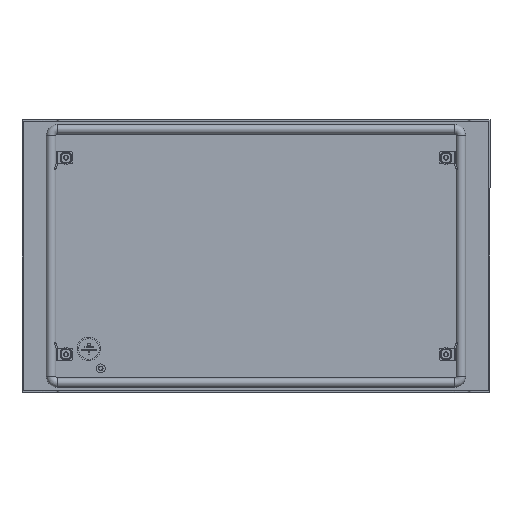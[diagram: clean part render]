
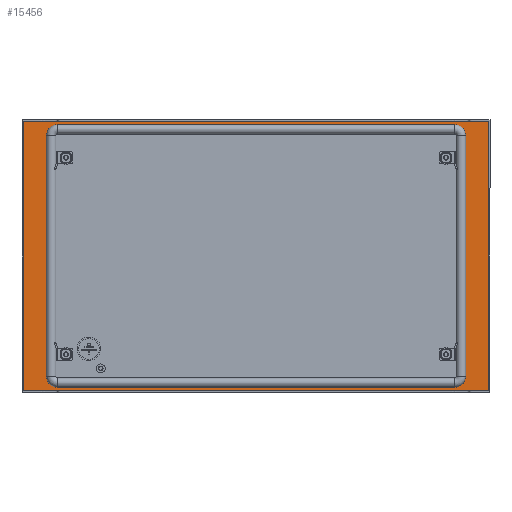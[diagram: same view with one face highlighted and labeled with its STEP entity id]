
A CAD part, left-side view. The second image highlights one B-rep face of the part: STEP entity #15456.
In plain terms, the highlighted planar face has unit normal (-1, 0, 0).
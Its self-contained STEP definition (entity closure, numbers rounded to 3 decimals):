
#371 = CARTESIAN_POINT ( 'NONE',  ( -2., -252.5, 153. ) ) ;
#398 = DIRECTION ( 'NONE',  ( 0., 0., 1. ) ) ;
#419 = EDGE_CURVE ( 'NONE', #10710, #6698, #17776, .T. ) ;
#517 = CARTESIAN_POINT ( 'NONE',  ( -2., 0., 171. ) ) ;
#1013 = CARTESIAN_POINT ( 'NONE',  ( -2., -252.5, 167. ) ) ;
#1173 = LINE ( 'NONE', #5918, #15626 ) ;
#1549 = ORIENTED_EDGE ( 'NONE', *, *, #9931, .T. ) ;
#2099 = LINE ( 'NONE', #8406, #8356 ) ;
#2916 = CARTESIAN_POINT ( 'NONE',  ( -2., 252.5, 167. ) ) ;
#2987 = CARTESIAN_POINT ( 'NONE',  ( -2., 252.5, -153. ) ) ;
#2991 = VECTOR ( 'NONE', #6520, 1000. ) ;
#3217 = VERTEX_POINT ( 'NONE', #8969 ) ;
#3229 = EDGE_CURVE ( 'NONE', #10325, #4099, #19631, .T. ) ;
#3395 = VERTEX_POINT ( 'NONE', #12466 ) ;
#3719 = VERTEX_POINT ( 'NONE', #10592 ) ;
#3930 = VECTOR ( 'NONE', #9239, 1000. ) ;
#3944 = CIRCLE ( 'NONE', #12508, 14. ) ;
#4044 = AXIS2_PLACEMENT_3D ( 'NONE', #2987, #10939, #15594 ) ;
#4099 = VERTEX_POINT ( 'NONE', #2916 ) ;
#4230 = CIRCLE ( 'NONE', #4900, 14. ) ;
#4263 = EDGE_CURVE ( 'NONE', #3217, #16356, #17593, .T. ) ;
#4366 = DIRECTION ( 'NONE',  ( 0., -1., 0. ) ) ;
#4547 = VECTOR ( 'NONE', #12853, 1000. ) ;
#4724 = VERTEX_POINT ( 'NONE', #6340 ) ;
#4739 = VERTEX_POINT ( 'NONE', #8790 ) ;
#4900 = AXIS2_PLACEMENT_3D ( 'NONE', #371, #16401, #6703 ) ;
#4957 = ORIENTED_EDGE ( 'NONE', *, *, #17209, .T. ) ;
#5790 = FACE_OUTER_BOUND ( 'NONE', #17277, .T. ) ;
#5918 = CARTESIAN_POINT ( 'NONE',  ( -2., 0., -171. ) ) ;
#6340 = CARTESIAN_POINT ( 'NONE',  ( -2., -266.5, -153. ) ) ;
#6443 = CARTESIAN_POINT ( 'NONE',  ( -2., 266.5, -153. ) ) ;
#6520 = DIRECTION ( 'NONE',  ( 0., 1., 0. ) ) ;
#6687 = VECTOR ( 'NONE', #16827, 1000. ) ;
#6698 = VERTEX_POINT ( 'NONE', #18048 ) ;
#6703 = DIRECTION ( 'NONE',  ( 0., -1., 0. ) ) ;
#7024 = CIRCLE ( 'NONE', #11955, 14. ) ;
#7683 = EDGE_CURVE ( 'NONE', #3719, #3217, #14927, .T. ) ;
#8099 = CARTESIAN_POINT ( 'NONE',  ( -2., -252.5, 167. ) ) ;
#8356 = VECTOR ( 'NONE', #14795, 1000. ) ;
#8406 = CARTESIAN_POINT ( 'NONE',  ( -2., -252.5, -167. ) ) ;
#8790 = CARTESIAN_POINT ( 'NONE',  ( -2., -266.5, 153. ) ) ;
#8969 = CARTESIAN_POINT ( 'NONE',  ( -2., 266.5, -153. ) ) ;
#9167 = PLANE ( 'NONE',  #9879 ) ;
#9239 = DIRECTION ( 'NONE',  ( 0., 0., -1. ) ) ;
#9322 = ORIENTED_EDGE ( 'NONE', *, *, #3229, .F. ) ;
#9371 = CARTESIAN_POINT ( 'NONE',  ( -2., 266.5, 153. ) ) ;
#9401 = EDGE_CURVE ( 'NONE', #4724, #14423, #3944, .T. ) ;
#9466 = ORIENTED_EDGE ( 'NONE', *, *, #16102, .T. ) ;
#9509 = CARTESIAN_POINT ( 'NONE',  ( -2., -295.5, -171. ) ) ;
#9653 = CARTESIAN_POINT ( 'NONE',  ( -2., 295.5, 0. ) ) ;
#9879 = AXIS2_PLACEMENT_3D ( 'NONE', #12070, #13818, #18389 ) ;
#9931 = EDGE_CURVE ( 'NONE', #6698, #3395, #20419, .T. ) ;
#10144 = ORIENTED_EDGE ( 'NONE', *, *, #4263, .T. ) ;
#10325 = VERTEX_POINT ( 'NONE', #8099 ) ;
#10592 = CARTESIAN_POINT ( 'NONE',  ( -2., 252.5, -167. ) ) ;
#10710 = VERTEX_POINT ( 'NONE', #18622 ) ;
#10842 = ORIENTED_EDGE ( 'NONE', *, *, #18988, .F. ) ;
#10939 = DIRECTION ( 'NONE',  ( 1., 0., 0. ) ) ;
#11106 = DIRECTION ( 'NONE',  ( 0., 0., -1. ) ) ;
#11608 = EDGE_LOOP ( 'NONE', ( #19694, #20402, #16597, #13152, #12916, #10144, #10842, #9322 ) ) ;
#11778 = EDGE_CURVE ( 'NONE', #14423, #3719, #2099, .T. ) ;
#11955 = AXIS2_PLACEMENT_3D ( 'NONE', #14868, #19635, #398 ) ;
#12070 = CARTESIAN_POINT ( 'NONE',  ( -2., 0., 0. ) ) ;
#12466 = CARTESIAN_POINT ( 'NONE',  ( -2., 295.5, -171. ) ) ;
#12508 = AXIS2_PLACEMENT_3D ( 'NONE', #19964, #13353, #19665 ) ;
#12799 = VECTOR ( 'NONE', #11106, 1000. ) ;
#12853 = DIRECTION ( 'NONE',  ( 0., 0., 1. ) ) ;
#12916 = ORIENTED_EDGE ( 'NONE', *, *, #7683, .T. ) ;
#12979 = VECTOR ( 'NONE', #14383, 1000. ) ;
#13152 = ORIENTED_EDGE ( 'NONE', *, *, #11778, .T. ) ;
#13353 = DIRECTION ( 'NONE',  ( 1., 0., 0. ) ) ;
#13818 = DIRECTION ( 'NONE',  ( 1., 0., 0. ) ) ;
#14383 = DIRECTION ( 'NONE',  ( 0., 0., 1. ) ) ;
#14423 = VERTEX_POINT ( 'NONE', #15579 ) ;
#14500 = EDGE_CURVE ( 'NONE', #4739, #10325, #4230, .T. ) ;
#14795 = DIRECTION ( 'NONE',  ( 0., 1., 0. ) ) ;
#14798 = EDGE_CURVE ( 'NONE', #4739, #4724, #17326, .T. ) ;
#14868 = CARTESIAN_POINT ( 'NONE',  ( -2., 252.5, 153. ) ) ;
#14927 = CIRCLE ( 'NONE', #4044, 14. ) ;
#15456 = ADVANCED_FACE ( 'NONE', ( #5790, #16938 ), #9167, .F. ) ;
#15579 = CARTESIAN_POINT ( 'NONE',  ( -2., -252.5, -167. ) ) ;
#15594 = DIRECTION ( 'NONE',  ( 0., 0., -1. ) ) ;
#15626 = VECTOR ( 'NONE', #4366, 1000. ) ;
#16102 = EDGE_CURVE ( 'NONE', #17332, #10710, #19285, .T. ) ;
#16356 = VERTEX_POINT ( 'NONE', #9371 ) ;
#16401 = DIRECTION ( 'NONE',  ( -1., 0., 0. ) ) ;
#16597 = ORIENTED_EDGE ( 'NONE', *, *, #9401, .T. ) ;
#16827 = DIRECTION ( 'NONE',  ( 0., 1., 0. ) ) ;
#16938 = FACE_BOUND ( 'NONE', #11608, .T. ) ;
#17209 = EDGE_CURVE ( 'NONE', #3395, #17332, #1173, .T. ) ;
#17277 = EDGE_LOOP ( 'NONE', ( #9466, #19709, #1549, #4957 ) ) ;
#17326 = LINE ( 'NONE', #18669, #3930 ) ;
#17332 = VERTEX_POINT ( 'NONE', #9509 ) ;
#17593 = LINE ( 'NONE', #6443, #12979 ) ;
#17776 = LINE ( 'NONE', #517, #2991 ) ;
#18048 = CARTESIAN_POINT ( 'NONE',  ( -2., 295.5, 171. ) ) ;
#18389 = DIRECTION ( 'NONE',  ( 0., 1., 0. ) ) ;
#18622 = CARTESIAN_POINT ( 'NONE',  ( -2., -295.5, 171. ) ) ;
#18669 = CARTESIAN_POINT ( 'NONE',  ( -2., -266.5, 0. ) ) ;
#18988 = EDGE_CURVE ( 'NONE', #4099, #16356, #7024, .T. ) ;
#19285 = LINE ( 'NONE', #19480, #4547 ) ;
#19480 = CARTESIAN_POINT ( 'NONE',  ( -2., -295.5, 0. ) ) ;
#19631 = LINE ( 'NONE', #1013, #6687 ) ;
#19635 = DIRECTION ( 'NONE',  ( -1., 0., 0. ) ) ;
#19665 = DIRECTION ( 'NONE',  ( 0., -1., 0. ) ) ;
#19694 = ORIENTED_EDGE ( 'NONE', *, *, #14500, .F. ) ;
#19709 = ORIENTED_EDGE ( 'NONE', *, *, #419, .T. ) ;
#19964 = CARTESIAN_POINT ( 'NONE',  ( -2., -252.5, -153. ) ) ;
#20402 = ORIENTED_EDGE ( 'NONE', *, *, #14798, .T. ) ;
#20419 = LINE ( 'NONE', #9653, #12799 ) ;
